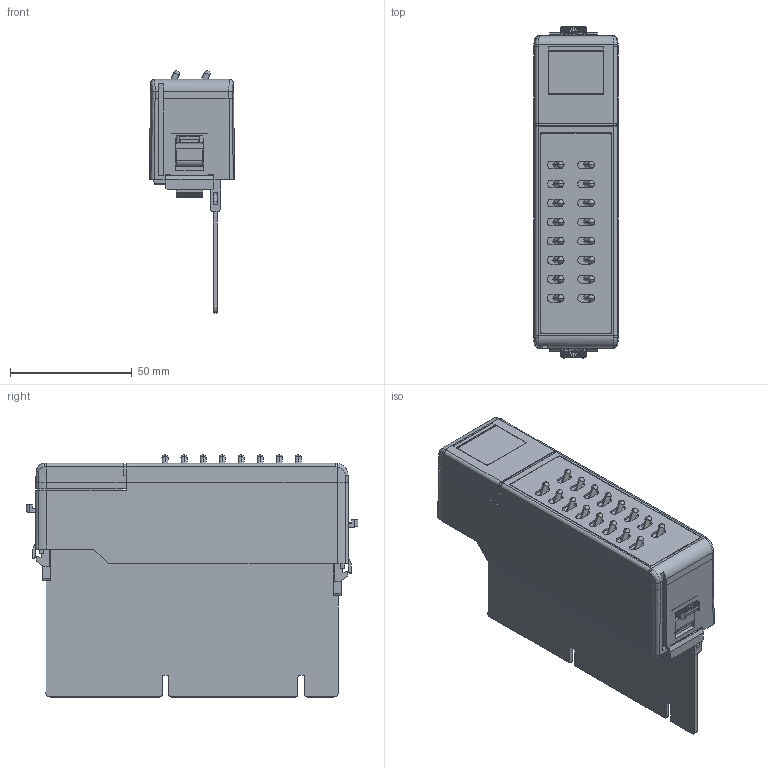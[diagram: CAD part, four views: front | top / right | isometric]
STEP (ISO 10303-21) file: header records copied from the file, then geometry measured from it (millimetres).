
FILE_DESCRIPTION (( 'STEP AP203' ), '1' );
FILE_NAME ('P3-16SIM.STEP', '2010-10-28T13:08:38', ( '.adc' ), ( '' ), 'SwSTEP 2.0', 'SolidWorks 2009', '' );
FILE_SCHEMA (( 'CONFIG_CONTROL_DESIGN' ));
Length unit declared in the file: millimetre
Products named in the file (1): P3-16SIM
Bounding box: 34.8 x 136.08 x 99.4 mm (x, y, z)
Volume: 184833.8 mm3; surface area: 43189.2 mm2
Topology: 1 solids, 4 shells, 1093 faces, 3132 edges, 2066 vertices
Faces by surface type: plane 893, cylinder 106, cone 42, sphere 32, bspline 18, torus 2
Entity records: 35408 total; most frequent: CARTESIAN_POINT 7311, ORIENTED_EDGE 6104, DIRECTION 5346, EDGE_CURVE 3052, VECTOR 2634, LINE 2634, VERTEX_POINT 2018, AXIS2_PLACEMENT_3D 1356
